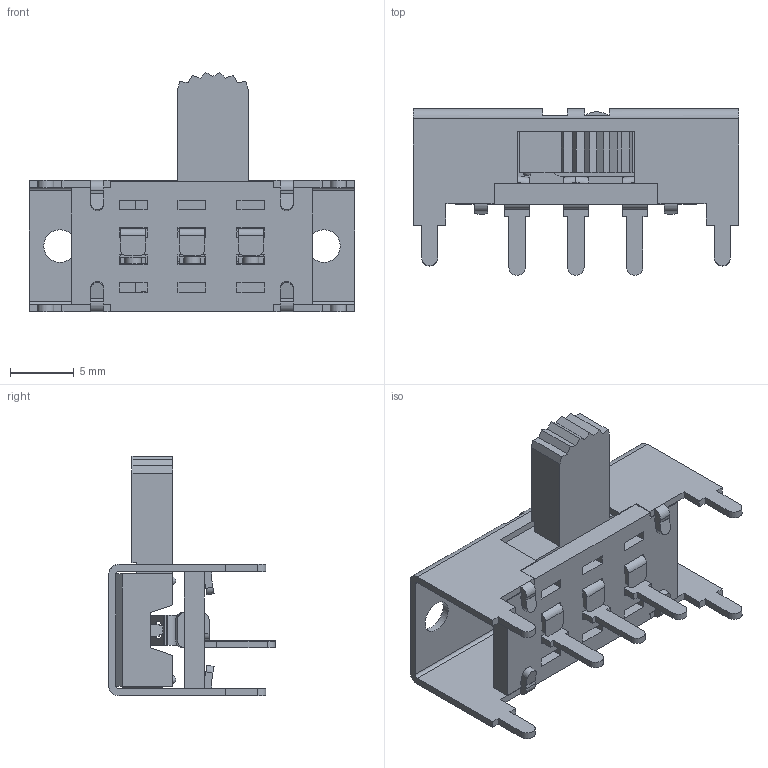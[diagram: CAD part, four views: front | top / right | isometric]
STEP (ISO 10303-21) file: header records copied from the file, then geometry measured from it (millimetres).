
FILE_DESCRIPTION(/* description */ (''),/* implementation_level */ '2;1');
FILE_NAME(/* name */ 'GPI-151-0002_3D Model.stp',/* time_stamp */ '2018-09-12T14:42:42-04:00',/* author */ ('dwiltbank'),/* organization */ (''),/* preprocessor_version */ 'ST-DEVELOPER v16.13',/* originating_system */ 'Autodesk Inventor 2018',/* authorisation */ '');
FILE_SCHEMA (('AUTOMOTIVE_DESIGN { 1 0 10303 214 3 1 1 }'));
Length unit declared in the file: inch
Products named in the file (1): GPI-151-0002_3D Model
Bounding box: 25.4 x 13.03 x 18.71 mm (x, y, z)
Surface area: 2431 mm2 (no closed solid volume)
Topology: 0 solids, 10 shells, 287 faces, 920 edges, 633 vertices
Faces by surface type: plane 227, cylinder 56, bspline 4
Full cylindrical faces by diameter (mm): 1.397 x2, 2.54 x2
Entity records: 10528 total; most frequent: CARTESIAN_POINT 1949, ORIENTED_EDGE 1660, DIRECTION 1637, EDGE_CURVE 916, LINE 755, VECTOR 755, VERTEX_POINT 633, AXIS2_PLACEMENT_3D 441
